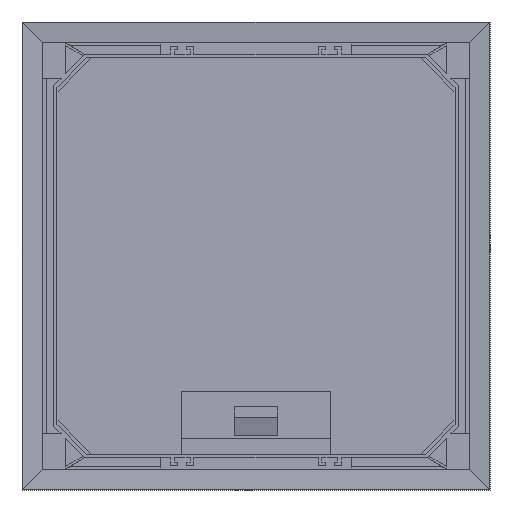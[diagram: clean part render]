
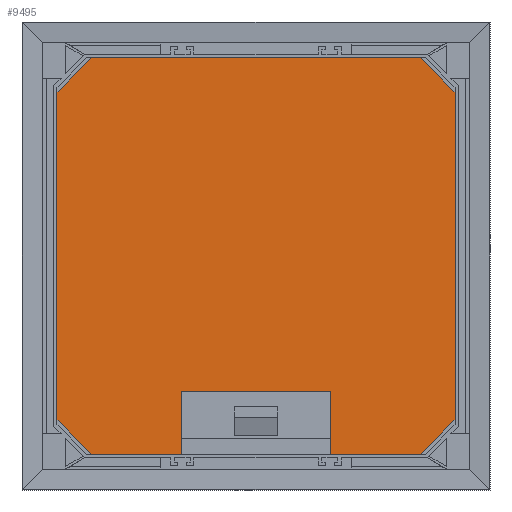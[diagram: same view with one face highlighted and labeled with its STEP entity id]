
A CAD part, front view. The second image highlights one B-rep face of the part: STEP entity #9495.
In plain terms, the highlighted planar face has unit normal (0, -1, 0).
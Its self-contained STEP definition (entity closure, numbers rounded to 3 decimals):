
#7657=DIRECTION('',(0.,0.,-1.));
#7658=VECTOR('',#7657,238.75);
#7659=CARTESIAN_POINT('',(119.5,0.,91.));
#7660=LINE('',#7659,#7658);
#7661=DIRECTION('',(0.,0.,1.));
#7662=VECTOR('',#7661,238.75);
#7663=CARTESIAN_POINT('',(-119.5,0.,-147.75));
#7664=LINE('',#7663,#7662);
#7709=DIRECTION('',(1.,0.,0.));
#7710=VECTOR('',#7709,85.2);
#7711=CARTESIAN_POINT('',(-42.6,0.,-105.75));
#7712=LINE('',#7711,#7710);
#8983=DIRECTION('',(0.,0.,1.));
#8984=VECTOR('',#8983,42.);
#8985=CARTESIAN_POINT('',(-42.6,0.,-147.75));
#8986=LINE('',#8985,#8984);
#8991=DIRECTION('',(1.,0.,0.));
#8992=VECTOR('',#8991,76.9);
#8993=CARTESIAN_POINT('',(-119.5,0.,-147.75));
#8994=LINE('',#8993,#8992);
#9003=DIRECTION('',(-1.,0.,0.));
#9004=VECTOR('',#9003,239.);
#9005=CARTESIAN_POINT('',(119.5,0.,91.));
#9006=LINE('',#9005,#9004);
#9011=DIRECTION('',(0.,0.,-1.));
#9012=VECTOR('',#9011,42.);
#9013=CARTESIAN_POINT('',(42.6,0.,-105.75));
#9014=LINE('',#9013,#9012);
#9019=DIRECTION('',(1.,0.,0.));
#9020=VECTOR('',#9019,76.9);
#9021=CARTESIAN_POINT('',(42.6,0.,-147.75));
#9022=LINE('',#9021,#9020);
#9075=CARTESIAN_POINT('',(119.5,0.,91.));
#9076=CARTESIAN_POINT('',(119.5,0.,-147.75));
#9077=VERTEX_POINT('',#9075);
#9078=VERTEX_POINT('',#9076);
#9079=CARTESIAN_POINT('',(42.6,0.,-147.75));
#9080=VERTEX_POINT('',#9079);
#9081=CARTESIAN_POINT('',(42.6,0.,-105.75));
#9082=VERTEX_POINT('',#9081);
#9083=CARTESIAN_POINT('',(-42.6,0.,-105.75));
#9084=VERTEX_POINT('',#9083);
#9085=CARTESIAN_POINT('',(-42.6,0.,-147.75));
#9086=VERTEX_POINT('',#9085);
#9087=CARTESIAN_POINT('',(-119.5,0.,-147.75));
#9088=VERTEX_POINT('',#9087);
#9089=CARTESIAN_POINT('',(-119.5,0.,91.));
#9090=VERTEX_POINT('',#9089);
#9472=CARTESIAN_POINT('',(0.,0.,0.));
#9473=DIRECTION('',(0.,1.,0.));
#9474=DIRECTION('',(1.,0.,0.));
#9475=AXIS2_PLACEMENT_3D('',#9472,#9473,#9474);
#9476=PLANE('',#9475);
#9478=ORIENTED_EDGE('',*,*,#9477,.T.);
#9480=ORIENTED_EDGE('',*,*,#9479,.F.);
#9482=ORIENTED_EDGE('',*,*,#9481,.F.);
#9484=ORIENTED_EDGE('',*,*,#9483,.F.);
#9486=ORIENTED_EDGE('',*,*,#9485,.F.);
#9488=ORIENTED_EDGE('',*,*,#9487,.F.);
#9490=ORIENTED_EDGE('',*,*,#9489,.T.);
#9492=ORIENTED_EDGE('',*,*,#9491,.F.);
#9493=EDGE_LOOP('',(#9478,#9480,#9482,#9484,#9486,#9488,#9490,#9492));
#9494=FACE_OUTER_BOUND('',#9493,.F.);
#9477=EDGE_CURVE('',#9077,#9078,#7660,.T.);
#9479=EDGE_CURVE('',#9080,#9078,#9022,.T.);
#9481=EDGE_CURVE('',#9082,#9080,#9014,.T.);
#9483=EDGE_CURVE('',#9084,#9082,#7712,.T.);
#9485=EDGE_CURVE('',#9086,#9084,#8986,.T.);
#9487=EDGE_CURVE('',#9088,#9086,#8994,.T.);
#9489=EDGE_CURVE('',#9088,#9090,#7664,.T.);
#9491=EDGE_CURVE('',#9077,#9090,#9006,.T.);
#9495=ADVANCED_FACE('',(#9494),#9476,.F.);
